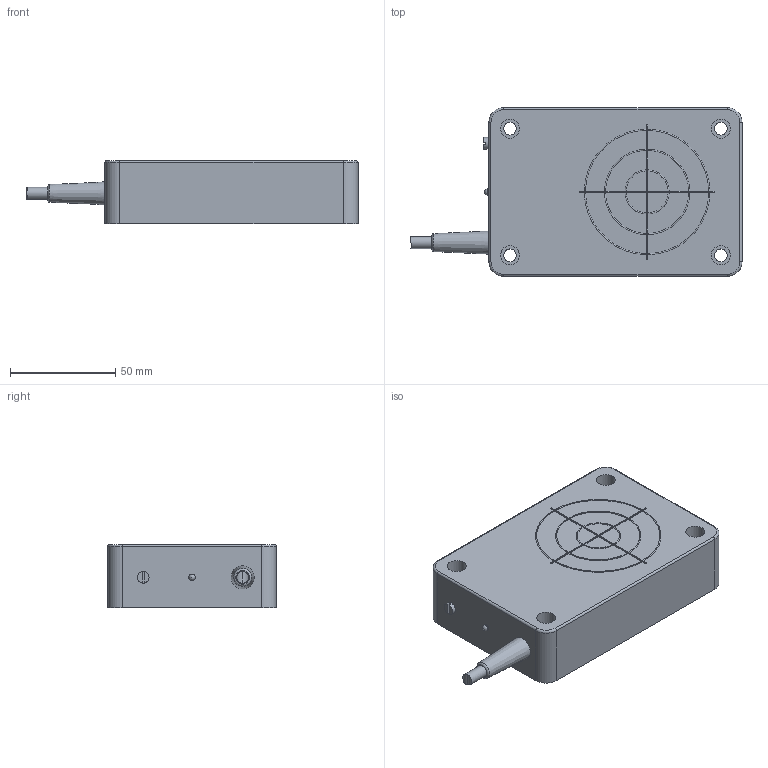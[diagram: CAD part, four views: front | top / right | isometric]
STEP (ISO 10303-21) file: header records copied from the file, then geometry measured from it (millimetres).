
FILE_DESCRIPTION(/* description */ (''),/* implementation_level */ '2;1');
FILE_NAME(/* name */ 'KA0926_Shrinkwrap_1.stp',/* time_stamp */ '2021-10-18T12:27:13+02:00',/* author */ ('Krieger Anja'),/* organization */ (''),/* preprocessor_version */ 'ST-DEVELOPER v18.1',/* originating_system */ 'Autodesk Inventor 2021',/* authorisation */ '');
FILE_SCHEMA (('AUTOMOTIVE_DESIGN { 1 0 10303 214 3 1 1 }'));
Length unit declared in the file: millimetre
Products named in the file (1): KA0926_Shrinkwrap_1
Bounding box: 157.4 x 80 x 30.3 mm (x, y, z)
Volume: 283756.9 mm3; surface area: 35381.6 mm2
Topology: 2 solids, 2 shells, 175 faces, 393 edges, 232 vertices
Faces by surface type: cylinder 85, plane 70, torus 17, cone 2, sphere 1
Full cylindrical faces by diameter (mm): 2.6 x1, 3 x1, 3.1 x1, 5.5 x1, 5.6 x1, 6 x4, 6.4 x1, 9 x4, 9.5 x1
Entity records: 5645 total; most frequent: CARTESIAN_POINT 1508, DIRECTION 813, ORIENTED_EDGE 784, EDGE_CURVE 392, AXIS2_PLACEMENT_3D 299, VERTEX_POINT 232, LINE 215, VECTOR 215
